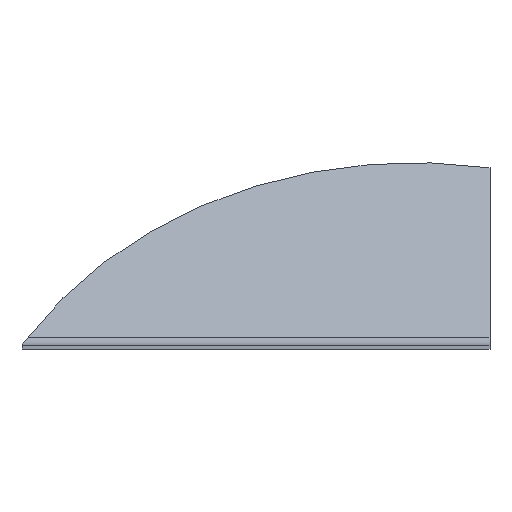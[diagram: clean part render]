
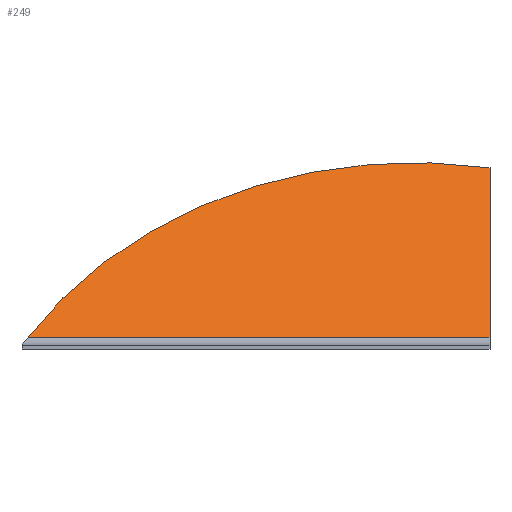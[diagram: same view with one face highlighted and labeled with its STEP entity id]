
A CAD part, top view. The second image highlights one B-rep face of the part: STEP entity #249.
In plain terms, the highlighted planar face has unit normal (0, 0.574, 0.819).
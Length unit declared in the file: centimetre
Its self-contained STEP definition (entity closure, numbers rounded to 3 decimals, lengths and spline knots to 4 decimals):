
#58 = EDGE_CURVE ( 'NONE', #458, #911, #885, .T. ) ;
#126 = VECTOR ( 'NONE', #154, 100. ) ;
#154 = DIRECTION ( 'NONE',  ( 0., 0.819, -0.574 ) ) ;
#233 = CARTESIAN_POINT ( 'NONE',  ( 0., 9.6961, -6.6418 ) ) ;
#246 = DIRECTION ( 'NONE',  ( -1., 0., 0. ) ) ;
#249 = ADVANCED_FACE ( 'NONE', ( #695 ), #414, .F. ) ;
#250 = AXIS2_PLACEMENT_3D ( 'NONE', #924, #825, #337 ) ;
#272 = EDGE_CURVE ( 'NONE', #458, #798, #832, .T. ) ;
#273 = CARTESIAN_POINT ( 'NONE',  ( -4.0276, -10.0123, 7.1581 ) ) ;
#302 = ORIENTED_EDGE ( 'NONE', *, *, #272, .F. ) ;
#337 = DIRECTION ( 'NONE',  ( 0., 0.819, -0.574 ) ) ;
#350 = CIRCLE ( 'NONE', #733, 24.3943 ) ;
#354 = EDGE_CURVE ( 'NONE', #911, #798, #350, .T. ) ;
#367 = CARTESIAN_POINT ( 'NONE',  ( 0., 0.6264, -0.2912 ) ) ;
#370 = VECTOR ( 'NONE', #246, 100. ) ;
#414 = PLANE ( 'NONE',  #250 ) ;
#458 = VERTEX_POINT ( 'NONE', #367 ) ;
#467 = ORIENTED_EDGE ( 'NONE', *, *, #354, .T. ) ;
#513 = CARTESIAN_POINT ( 'NONE',  ( 0., -10.0123, 7.1581 ) ) ;
#524 = CARTESIAN_POINT ( 'NONE',  ( -4.0276, 0.6264, -0.2912 ) ) ;
#695 = FACE_OUTER_BOUND ( 'NONE', #803, .T. ) ;
#703 = DIRECTION ( 'NONE',  ( 0., 0.574, 0.819 ) ) ;
#733 = AXIS2_PLACEMENT_3D ( 'NONE', #273, #703, #867 ) ;
#798 = VERTEX_POINT ( 'NONE', #916 ) ;
#803 = EDGE_LOOP ( 'NONE', ( #302, #957, #467 ) ) ;
#825 = DIRECTION ( 'NONE',  ( 0., -0.574, -0.819 ) ) ;
#832 = LINE ( 'NONE', #524, #370 ) ;
#867 = DIRECTION ( 'NONE',  ( 0., -0.819, 0.574 ) ) ;
#885 = LINE ( 'NONE', #513, #126 ) ;
#911 = VERTEX_POINT ( 'NONE', #233 ) ;
#916 = CARTESIAN_POINT ( 'NONE',  ( -24.6772, 0.6264, -0.2912 ) ) ;
#924 = CARTESIAN_POINT ( 'NONE',  ( -4.0276, -10.0123, 7.1581 ) ) ;
#957 = ORIENTED_EDGE ( 'NONE', *, *, #58, .T. ) ;
